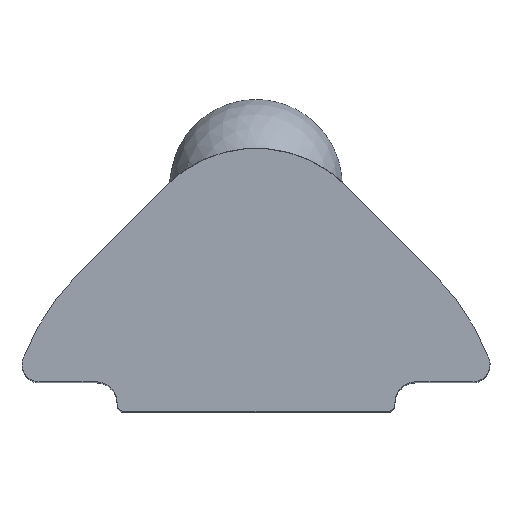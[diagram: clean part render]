
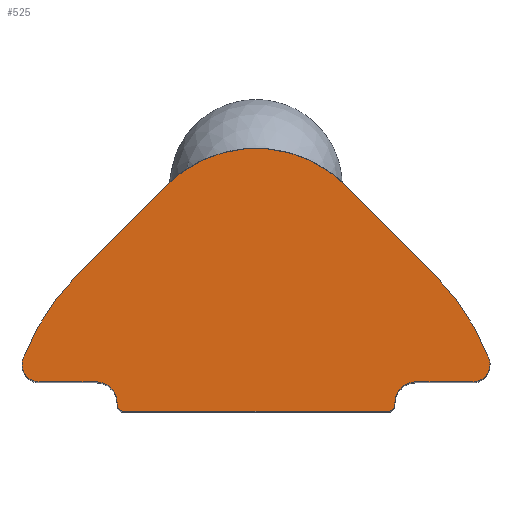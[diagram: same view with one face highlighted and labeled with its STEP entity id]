
A CAD part, top view. The second image highlights one B-rep face of the part: STEP entity #525.
In plain terms, the highlighted planar face has unit normal (0, 0, 1).
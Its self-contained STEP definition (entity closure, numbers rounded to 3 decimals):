
#84=FACE_OUTER_BOUND('',#114,.T.);
#114=EDGE_LOOP('',(#466,#467,#468,#469,#470,#471,#472,#473,#474,#475,#476,
#477,#478,#479,#480,#481));
#128=CIRCLE('',#631,7.2);
#129=CIRCLE('',#633,0.501);
#130=CIRCLE('',#636,0.6);
#131=CIRCLE('',#639,0.2);
#134=CIRCLE('',#644,0.2);
#141=CIRCLE('',#661,3.653);
#142=CIRCLE('',#666,7.2);
#143=CIRCLE('',#668,0.501);
#144=CIRCLE('',#671,0.6);
#159=LINE('',#900,#195);
#162=LINE('',#908,#198);
#165=LINE('',#916,#201);
#173=LINE('',#1033,#209);
#177=LINE('',#1042,#213);
#178=LINE('',#1044,#214);
#182=LINE('',#1057,#218);
#195=VECTOR('',#729,10.);
#198=VECTOR('',#738,10.);
#201=VECTOR('',#747,10.);
#209=VECTOR('',#793,10.);
#213=VECTOR('',#803,10.);
#214=VECTOR('',#806,10.);
#218=VECTOR('',#822,10.);
#236=VERTEX_POINT('',#888);
#237=VERTEX_POINT('',#890);
#238=VERTEX_POINT('',#894);
#239=VERTEX_POINT('',#898);
#240=VERTEX_POINT('',#902);
#241=VERTEX_POINT('',#906);
#242=VERTEX_POINT('',#910);
#243=VERTEX_POINT('',#914);
#246=VERTEX_POINT('',#922);
#260=VERTEX_POINT('',#1030);
#261=VERTEX_POINT('',#1032);
#262=VERTEX_POINT('',#1036);
#263=VERTEX_POINT('',#1040);
#264=VERTEX_POINT('',#1048);
#265=VERTEX_POINT('',#1052);
#266=VERTEX_POINT('',#1056);
#288=EDGE_CURVE('',#236,#237,#128,.T.);
#291=EDGE_CURVE('',#238,#236,#129,.T.);
#293=EDGE_CURVE('',#239,#238,#159,.T.);
#295=EDGE_CURVE('',#240,#239,#130,.T.);
#297=EDGE_CURVE('',#241,#240,#162,.T.);
#299=EDGE_CURVE('',#242,#241,#131,.T.);
#301=EDGE_CURVE('',#243,#242,#165,.T.);
#305=EDGE_CURVE('',#246,#243,#134,.T.);
#325=EDGE_CURVE('',#260,#261,#173,.T.);
#328=EDGE_CURVE('',#262,#260,#141,.T.);
#330=EDGE_CURVE('',#263,#246,#177,.T.);
#331=EDGE_CURVE('',#237,#262,#178,.T.);
#333=EDGE_CURVE('',#261,#264,#142,.T.);
#335=EDGE_CURVE('',#264,#265,#143,.T.);
#337=EDGE_CURVE('',#265,#266,#182,.T.);
#339=EDGE_CURVE('',#266,#263,#144,.T.);
#466=ORIENTED_EDGE('',*,*,#330,.F.);
#467=ORIENTED_EDGE('',*,*,#339,.F.);
#468=ORIENTED_EDGE('',*,*,#337,.F.);
#469=ORIENTED_EDGE('',*,*,#335,.F.);
#470=ORIENTED_EDGE('',*,*,#333,.F.);
#471=ORIENTED_EDGE('',*,*,#325,.F.);
#472=ORIENTED_EDGE('',*,*,#328,.F.);
#473=ORIENTED_EDGE('',*,*,#331,.F.);
#474=ORIENTED_EDGE('',*,*,#288,.F.);
#475=ORIENTED_EDGE('',*,*,#291,.F.);
#476=ORIENTED_EDGE('',*,*,#293,.F.);
#477=ORIENTED_EDGE('',*,*,#295,.F.);
#478=ORIENTED_EDGE('',*,*,#297,.F.);
#479=ORIENTED_EDGE('',*,*,#299,.F.);
#480=ORIENTED_EDGE('',*,*,#301,.F.);
#481=ORIENTED_EDGE('',*,*,#305,.F.);
#499=PLANE('',#672);
#525=ADVANCED_FACE('',(#84),#499,.T.);
#631=AXIS2_PLACEMENT_3D('',#891,#718,#719);
#633=AXIS2_PLACEMENT_3D('',#896,#724,#725);
#636=AXIS2_PLACEMENT_3D('',#904,#733,#734);
#639=AXIS2_PLACEMENT_3D('',#912,#742,#743);
#644=AXIS2_PLACEMENT_3D('',#924,#755,#756);
#661=AXIS2_PLACEMENT_3D('',#1038,#798,#799);
#666=AXIS2_PLACEMENT_3D('',#1049,#812,#813);
#668=AXIS2_PLACEMENT_3D('',#1053,#817,#818);
#671=AXIS2_PLACEMENT_3D('',#1060,#826,#827);
#672=AXIS2_PLACEMENT_3D('',#1061,#828,#829);
#718=DIRECTION('center_axis',(0.,0.,-1.));
#719=DIRECTION('ref_axis',(0.707,-0.707,0.));
#724=DIRECTION('center_axis',(0.,0.,-1.));
#725=DIRECTION('ref_axis',(0.931,-0.366,0.));
#729=DIRECTION('',(-1.,0.,0.));
#733=DIRECTION('center_axis',(0.,0.,1.));
#734=DIRECTION('ref_axis',(1.,0.,0.));
#738=DIRECTION('',(0.,1.,0.));
#742=DIRECTION('center_axis',(0.,0.,-1.));
#743=DIRECTION('ref_axis',(1.,0.,0.));
#747=DIRECTION('',(-1.,0.,0.));
#755=DIRECTION('center_axis',(0.,0.,-1.));
#756=DIRECTION('ref_axis',(0.,1.,0.));
#793=DIRECTION('',(0.707,-0.707,0.));
#798=DIRECTION('center_axis',(0.,0.,-1.));
#799=DIRECTION('ref_axis',(-0.707,-0.707,0.));
#803=DIRECTION('',(0.,-1.,0.));
#806=DIRECTION('',(0.707,0.707,0.));
#812=DIRECTION('center_axis',(0.,0.,-1.));
#813=DIRECTION('ref_axis',(-0.931,-0.366,0.));
#817=DIRECTION('center_axis',(0.,0.,-1.));
#818=DIRECTION('ref_axis',(0.,1.,0.));
#822=DIRECTION('',(-1.,0.,0.));
#826=DIRECTION('center_axis',(0.,0.,1.));
#827=DIRECTION('ref_axis',(0.,1.,0.));
#828=DIRECTION('center_axis',(0.,0.,1.));
#829=DIRECTION('ref_axis',(1.,0.,0.));
#888=CARTESIAN_POINT('',(-6.702,-1.655,11.));
#890=CARTESIAN_POINT('',(-5.092,0.803,11.));
#891=CARTESIAN_POINT('Origin',(-0.001,-4.288,
11.));
#894=CARTESIAN_POINT('',(-6.236,-2.339,11.));
#896=CARTESIAN_POINT('Origin',(-6.236,-1.838,11.));
#898=CARTESIAN_POINT('',(-4.601,-2.339,11.));
#900=CARTESIAN_POINT('',(-4.601,-2.339,11.));
#902=CARTESIAN_POINT('',(-4.001,-2.939,11.));
#904=CARTESIAN_POINT('Origin',(-4.601,-2.939,11.));
#906=CARTESIAN_POINT('',(-4.001,-2.989,11.));
#908=CARTESIAN_POINT('',(-4.001,-2.989,11.));
#910=CARTESIAN_POINT('',(-3.801,-3.189,11.));
#912=CARTESIAN_POINT('Origin',(-3.801,-2.989,11.));
#914=CARTESIAN_POINT('',(3.799,-3.189,11.));
#916=CARTESIAN_POINT('',(3.799,-3.189,11.));
#922=CARTESIAN_POINT('',(3.999,-2.989,11.));
#924=CARTESIAN_POINT('Origin',(3.799,-2.989,11.));
#1030=CARTESIAN_POINT('',(2.582,3.312,11.));
#1032=CARTESIAN_POINT('',(5.09,0.803,11.));
#1033=CARTESIAN_POINT('',(2.582,3.312,11.));
#1036=CARTESIAN_POINT('',(-2.584,3.312,11.));
#1038=CARTESIAN_POINT('Origin',(-0.001,0.729,
11.));
#1040=CARTESIAN_POINT('',(3.999,-2.939,11.));
#1042=CARTESIAN_POINT('',(3.999,-2.939,11.));
#1044=CARTESIAN_POINT('',(-5.092,0.803,11.));
#1048=CARTESIAN_POINT('',(6.7,-1.655,11.));
#1049=CARTESIAN_POINT('Origin',(-0.001,-4.288,
11.));
#1052=CARTESIAN_POINT('',(6.234,-2.339,11.));
#1053=CARTESIAN_POINT('Origin',(6.234,-1.838,11.));
#1056=CARTESIAN_POINT('',(4.599,-2.339,11.));
#1057=CARTESIAN_POINT('',(6.234,-2.339,11.));
#1060=CARTESIAN_POINT('Origin',(4.599,-2.939,11.));
#1061=CARTESIAN_POINT('Origin',(-0.001,-0.234,
11.));
